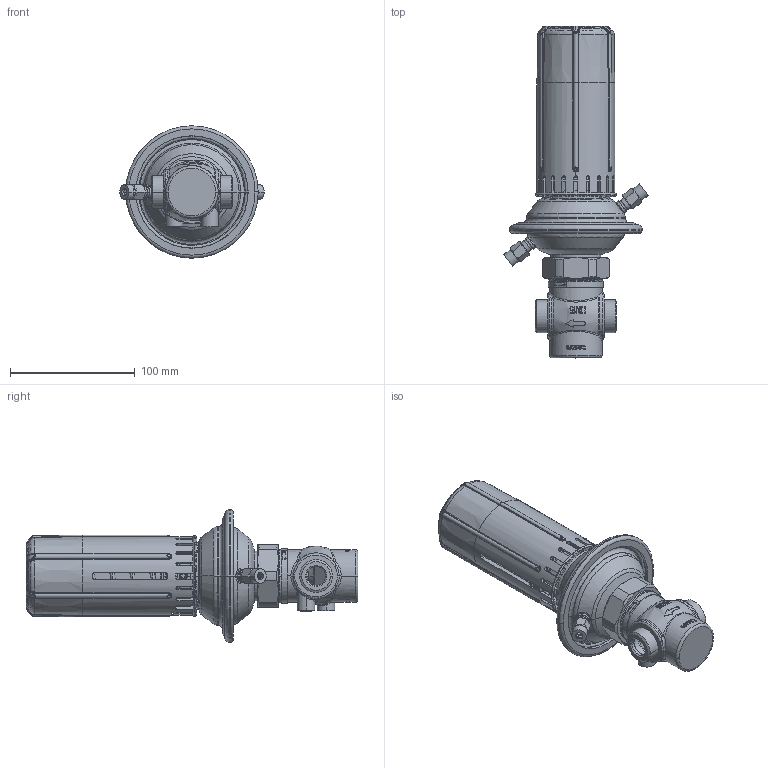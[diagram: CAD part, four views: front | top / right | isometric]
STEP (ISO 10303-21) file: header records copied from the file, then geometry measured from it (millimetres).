
FILE_DESCRIPTION((''),'2;1');
FILE_NAME('003H6247','2015-03-05T',('u317927'),('Danfoss'),'PRO/ENGINEER BY PARAMETRIC TECHNOLOGY CORPORATION, 2014000','PRO/ENGINEER BY PARAMETRIC TECHNOLOGY CORPORATION, 2014000','');
FILE_SCHEMA(('CONFIG_CONTROL_DESIGN'));
Products named in the file (1): 003H6247
Bounding box: 115.65 x 265.62 x 106 mm (x, y, z)
Volume: 335595 mm3; surface area: 206254.4 mm2
Topology: 2 solids, 2 shells, 3414 faces, 9072 edges, 5671 vertices
Faces by surface type: plane 1367, cylinder 650, bspline 620, cone 428, torus 323, sphere 20, extrusion 6
Entity records: 160728 total; most frequent: CARTESIAN_POINT 82859, ORIENTED_EDGE 18108, DIRECTION 13938, EDGE_CURVE 9054, VERTEX_POINT 5671, AXIS2_PLACEMENT_3D 5600, EDGE_LOOP 3577, B_SPLINE_CURVE_WITH_KNOTS 3516
